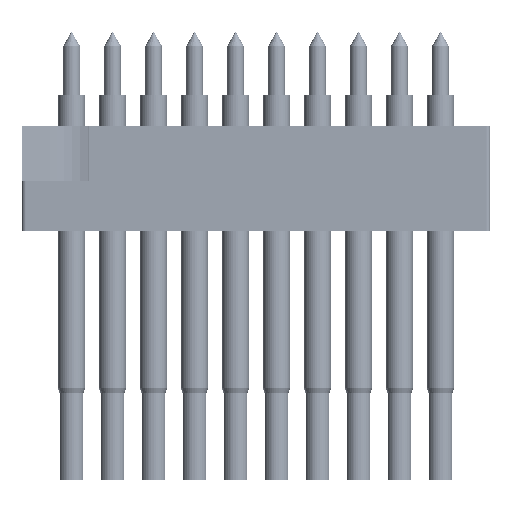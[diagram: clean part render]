
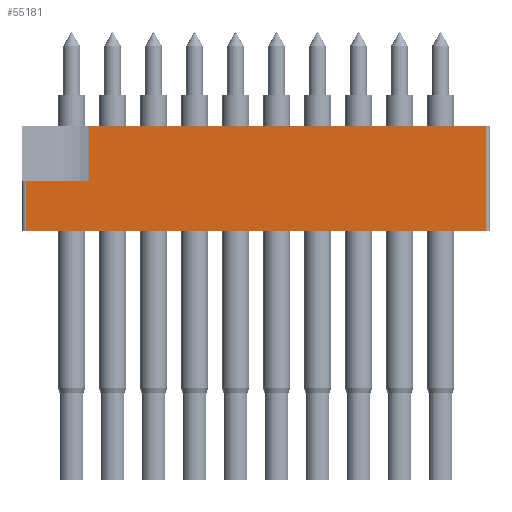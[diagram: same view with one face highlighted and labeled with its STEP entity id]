
A CAD part, front view. The second image highlights one B-rep face of the part: STEP entity #55181.
In plain terms, the highlighted planar face has unit normal (0, -1, 0).
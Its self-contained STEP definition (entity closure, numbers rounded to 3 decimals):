
#855 = CARTESIAN_POINT ( 'NONE',  ( -149.008, -6.427, -9.75 ) ) ;
#1364 = CARTESIAN_POINT ( 'NONE',  ( -120.508, -6.427, -9.75 ) ) ;
#2880 = VECTOR ( 'NONE', #140170, 1000. ) ;
#11951 = VERTEX_POINT ( 'NONE', #117342 ) ;
#13657 = ORIENTED_EDGE ( 'NONE', *, *, #61970, .T. ) ;
#16612 = LINE ( 'NONE', #855, #78148 ) ;
#18557 = AXIS2_PLACEMENT_3D ( 'NONE', #137580, #150405, #168070 ) ;
#19902 = DIRECTION ( 'NONE',  ( 1., 0., 0. ) ) ;
#21004 = LINE ( 'NONE', #183508, #2880 ) ;
#30901 = LINE ( 'NONE', #136263, #55926 ) ;
#31736 = CARTESIAN_POINT ( 'NONE',  ( -145.091, -6.427, -3.25 ) ) ;
#35519 = VERTEX_POINT ( 'NONE', #31736 ) ;
#46517 = ORIENTED_EDGE ( 'NONE', *, *, #184777, .F. ) ;
#53148 = VERTEX_POINT ( 'NONE', #169205 ) ;
#54785 = CARTESIAN_POINT ( 'NONE',  ( -149.008, -6.427, -6.65 ) ) ;
#55181 = ADVANCED_FACE ( 'NONE', ( #87495 ), #147515, .T. ) ;
#55926 = VECTOR ( 'NONE', #119569, 1000. ) ;
#56720 = LINE ( 'NONE', #162033, #112602 ) ;
#59497 = CARTESIAN_POINT ( 'NONE',  ( -120.508, -6.427, -3.25 ) ) ;
#61946 = EDGE_CURVE ( 'NONE', #11951, #53148, #30901, .T. ) ;
#61970 = EDGE_CURVE ( 'NONE', #53148, #178175, #178634, .T. ) ;
#63232 = EDGE_CURVE ( 'NONE', #190163, #168370, #21004, .T. ) ;
#68964 = ORIENTED_EDGE ( 'NONE', *, *, #63232, .F. ) ;
#78148 = VECTOR ( 'NONE', #166271, 1000. ) ;
#80801 = DIRECTION ( 'NONE',  ( 0., 0., 1. ) ) ;
#83729 = CARTESIAN_POINT ( 'NONE',  ( -145.091, -6.427, -6.65 ) ) ;
#87273 = VECTOR ( 'NONE', #121490, 1000. ) ;
#87495 = FACE_OUTER_BOUND ( 'NONE', #155843, .T. ) ;
#112602 = VECTOR ( 'NONE', #19902, 1000. ) ;
#114256 = LINE ( 'NONE', #83729, #150526 ) ;
#117342 = CARTESIAN_POINT ( 'NONE',  ( -149.008, -6.427, -9.75 ) ) ;
#119569 = DIRECTION ( 'NONE',  ( 1., 0., 0. ) ) ;
#121490 = DIRECTION ( 'NONE',  ( 0., 0., 1. ) ) ;
#136263 = CARTESIAN_POINT ( 'NONE',  ( -149.008, -6.427, -9.75 ) ) ;
#137580 = CARTESIAN_POINT ( 'NONE',  ( -149.008, -6.427, -9.75 ) ) ;
#140170 = DIRECTION ( 'NONE',  ( 1., 0., 0. ) ) ;
#147515 = PLANE ( 'NONE',  #18557 ) ;
#150405 = DIRECTION ( 'NONE',  ( 0., -1., 0. ) ) ;
#150526 = VECTOR ( 'NONE', #80801, 1000. ) ;
#154712 = EDGE_CURVE ( 'NONE', #168370, #35519, #114256, .T. ) ;
#154951 = EDGE_CURVE ( 'NONE', #11951, #190163, #16612, .T. ) ;
#155843 = EDGE_LOOP ( 'NONE', ( #172269, #68964, #176056, #182726, #13657, #46517 ) ) ;
#162033 = CARTESIAN_POINT ( 'NONE',  ( -149.008, -6.427, -3.25 ) ) ;
#166271 = DIRECTION ( 'NONE',  ( 0., 0., 1. ) ) ;
#168070 = DIRECTION ( 'NONE',  ( 0., 0., -1. ) ) ;
#168370 = VERTEX_POINT ( 'NONE', #174464 ) ;
#169205 = CARTESIAN_POINT ( 'NONE',  ( -120.508, -6.427, -9.75 ) ) ;
#172269 = ORIENTED_EDGE ( 'NONE', *, *, #154712, .F. ) ;
#174464 = CARTESIAN_POINT ( 'NONE',  ( -145.091, -6.427, -6.65 ) ) ;
#176056 = ORIENTED_EDGE ( 'NONE', *, *, #154951, .F. ) ;
#178175 = VERTEX_POINT ( 'NONE', #59497 ) ;
#178634 = LINE ( 'NONE', #1364, #87273 ) ;
#182726 = ORIENTED_EDGE ( 'NONE', *, *, #61946, .T. ) ;
#183508 = CARTESIAN_POINT ( 'NONE',  ( -149.008, -6.427, -6.65 ) ) ;
#184777 = EDGE_CURVE ( 'NONE', #35519, #178175, #56720, .T. ) ;
#190163 = VERTEX_POINT ( 'NONE', #54785 ) ;
